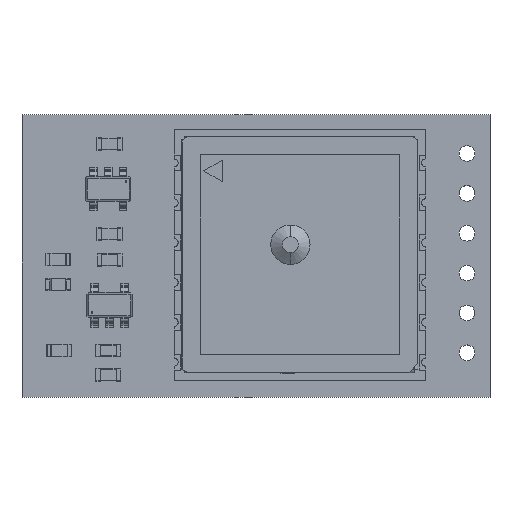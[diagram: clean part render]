
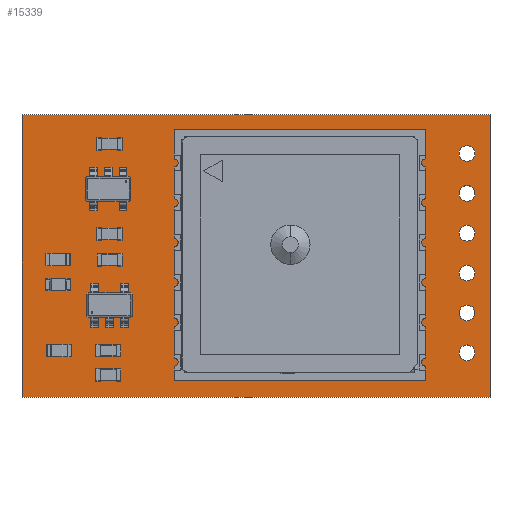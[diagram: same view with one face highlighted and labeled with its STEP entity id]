
A CAD part, top view. The second image highlights one B-rep face of the part: STEP entity #15339.
In plain terms, the highlighted planar face has unit normal (0, 0, 1).
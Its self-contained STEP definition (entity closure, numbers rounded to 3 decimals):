
#15161 = VERTEX_POINT('',#15162);
#15162 = CARTESIAN_POINT('',(146.93,-115.89,1.51));
#15168 = EDGE_CURVE('',#15161,#15169,#15171,.T.);
#15169 = VERTEX_POINT('',#15170);
#15170 = CARTESIAN_POINT('',(117.12,-115.89,1.51));
#15171 = LINE('',#15172,#15173);
#15172 = CARTESIAN_POINT('',(146.93,-115.89,1.51));
#15173 = VECTOR('',#15174,1.);
#15174 = DIRECTION('',(-1.,0.,0.));
#15201 = VERTEX_POINT('',#15202);
#15202 = CARTESIAN_POINT('',(146.93,-97.87,1.51));
#15208 = EDGE_CURVE('',#15201,#15161,#15209,.T.);
#15209 = LINE('',#15210,#15211);
#15210 = CARTESIAN_POINT('',(146.93,-97.87,1.51));
#15211 = VECTOR('',#15212,1.);
#15212 = DIRECTION('',(0.,-1.,0.));
#15230 = EDGE_CURVE('',#15169,#15231,#15233,.T.);
#15231 = VERTEX_POINT('',#15232);
#15232 = CARTESIAN_POINT('',(117.12,-97.87,1.51));
#15233 = LINE('',#15234,#15235);
#15234 = CARTESIAN_POINT('',(117.12,-115.89,1.51));
#15235 = VECTOR('',#15236,1.);
#15236 = DIRECTION('',(0.,1.,0.));
#15339 = ADVANCED_FACE('',(#15340,#15351,#15362,#15373,#15384,#15395,
    #15406),#15417,.T.);
#15340 = FACE_BOUND('',#15341,.T.);
#15341 = EDGE_LOOP('',(#15342,#15343,#15344,#15350));
#15342 = ORIENTED_EDGE('',*,*,#15168,.F.);
#15343 = ORIENTED_EDGE('',*,*,#15208,.F.);
#15344 = ORIENTED_EDGE('',*,*,#15345,.F.);
#15345 = EDGE_CURVE('',#15231,#15201,#15346,.T.);
#15346 = LINE('',#15347,#15348);
#15347 = CARTESIAN_POINT('',(117.12,-97.87,1.51));
#15348 = VECTOR('',#15349,1.);
#15349 = DIRECTION('',(1.,0.,0.));
#15350 = ORIENTED_EDGE('',*,*,#15230,.F.);
#15351 = FACE_BOUND('',#15352,.T.);
#15352 = EDGE_LOOP('',(#15353));
#15353 = ORIENTED_EDGE('',*,*,#15354,.T.);
#15354 = EDGE_CURVE('',#15355,#15355,#15357,.T.);
#15355 = VERTEX_POINT('',#15356);
#15356 = CARTESIAN_POINT('',(145.465,-113.55,1.51));
#15357 = CIRCLE('',#15358,0.5);
#15358 = AXIS2_PLACEMENT_3D('',#15359,#15360,#15361);
#15359 = CARTESIAN_POINT('',(145.465,-113.05,1.51));
#15360 = DIRECTION('',(-0.,0.,-1.));
#15361 = DIRECTION('',(-0.,-1.,0.));
#15362 = FACE_BOUND('',#15363,.T.);
#15363 = EDGE_LOOP('',(#15364));
#15364 = ORIENTED_EDGE('',*,*,#15365,.T.);
#15365 = EDGE_CURVE('',#15366,#15366,#15368,.T.);
#15366 = VERTEX_POINT('',#15367);
#15367 = CARTESIAN_POINT('',(145.465,-111.01,1.51));
#15368 = CIRCLE('',#15369,0.5);
#15369 = AXIS2_PLACEMENT_3D('',#15370,#15371,#15372);
#15370 = CARTESIAN_POINT('',(145.465,-110.51,1.51));
#15371 = DIRECTION('',(-0.,0.,-1.));
#15372 = DIRECTION('',(-0.,-1.,0.));
#15373 = FACE_BOUND('',#15374,.T.);
#15374 = EDGE_LOOP('',(#15375));
#15375 = ORIENTED_EDGE('',*,*,#15376,.T.);
#15376 = EDGE_CURVE('',#15377,#15377,#15379,.T.);
#15377 = VERTEX_POINT('',#15378);
#15378 = CARTESIAN_POINT('',(145.465,-108.47,1.51));
#15379 = CIRCLE('',#15380,0.5);
#15380 = AXIS2_PLACEMENT_3D('',#15381,#15382,#15383);
#15381 = CARTESIAN_POINT('',(145.465,-107.97,1.51));
#15382 = DIRECTION('',(-0.,0.,-1.));
#15383 = DIRECTION('',(-0.,-1.,0.));
#15384 = FACE_BOUND('',#15385,.T.);
#15385 = EDGE_LOOP('',(#15386));
#15386 = ORIENTED_EDGE('',*,*,#15387,.T.);
#15387 = EDGE_CURVE('',#15388,#15388,#15390,.T.);
#15388 = VERTEX_POINT('',#15389);
#15389 = CARTESIAN_POINT('',(145.465,-105.93,1.51));
#15390 = CIRCLE('',#15391,0.5);
#15391 = AXIS2_PLACEMENT_3D('',#15392,#15393,#15394);
#15392 = CARTESIAN_POINT('',(145.465,-105.43,1.51));
#15393 = DIRECTION('',(-0.,0.,-1.));
#15394 = DIRECTION('',(-0.,-1.,0.));
#15395 = FACE_BOUND('',#15396,.T.);
#15396 = EDGE_LOOP('',(#15397));
#15397 = ORIENTED_EDGE('',*,*,#15398,.T.);
#15398 = EDGE_CURVE('',#15399,#15399,#15401,.T.);
#15399 = VERTEX_POINT('',#15400);
#15400 = CARTESIAN_POINT('',(145.465,-103.39,1.51));
#15401 = CIRCLE('',#15402,0.5);
#15402 = AXIS2_PLACEMENT_3D('',#15403,#15404,#15405);
#15403 = CARTESIAN_POINT('',(145.465,-102.89,1.51));
#15404 = DIRECTION('',(-0.,0.,-1.));
#15405 = DIRECTION('',(-0.,-1.,0.));
#15406 = FACE_BOUND('',#15407,.T.);
#15407 = EDGE_LOOP('',(#15408));
#15408 = ORIENTED_EDGE('',*,*,#15409,.T.);
#15409 = EDGE_CURVE('',#15410,#15410,#15412,.T.);
#15410 = VERTEX_POINT('',#15411);
#15411 = CARTESIAN_POINT('',(145.465,-100.85,1.51));
#15412 = CIRCLE('',#15413,0.5);
#15413 = AXIS2_PLACEMENT_3D('',#15414,#15415,#15416);
#15414 = CARTESIAN_POINT('',(145.465,-100.35,1.51));
#15415 = DIRECTION('',(-0.,0.,-1.));
#15416 = DIRECTION('',(-0.,-1.,0.));
#15417 = PLANE('',#15418);
#15418 = AXIS2_PLACEMENT_3D('',#15419,#15420,#15421);
#15419 = CARTESIAN_POINT('',(0.,0.,1.51));
#15420 = DIRECTION('',(0.,0.,1.));
#15421 = DIRECTION('',(1.,0.,-0.));
